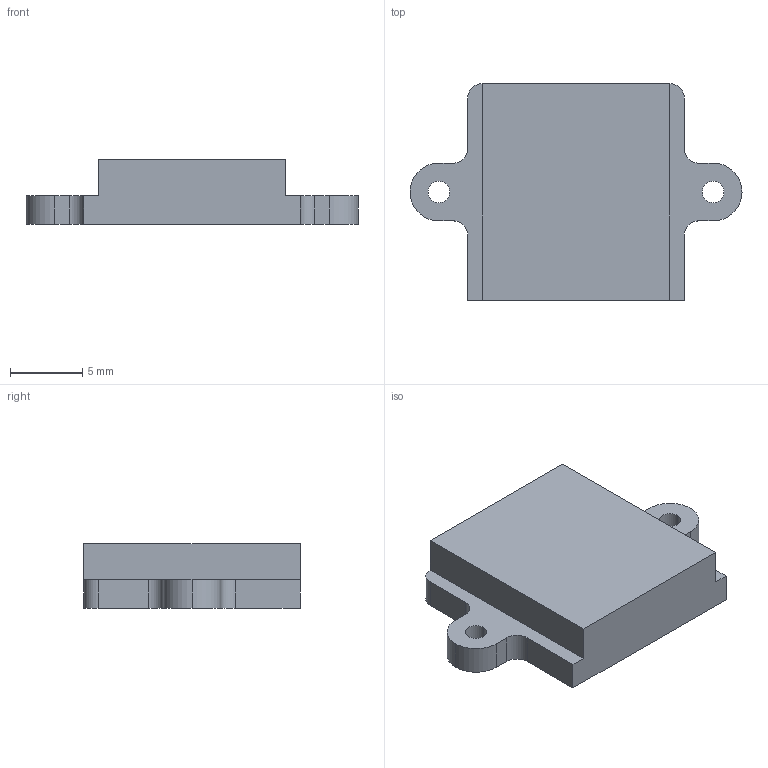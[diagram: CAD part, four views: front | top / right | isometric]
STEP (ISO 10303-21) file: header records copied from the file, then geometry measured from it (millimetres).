
FILE_DESCRIPTION (( 'STEP AP203' ), '1' );
FILE_NAME ('20-A601-A_Default_sldprt.STEP', '2023-06-05T00:25:32', ( '' ), ( '' ), 'SwSTEP 2.0', 'SolidWorks 2022', '' );
FILE_SCHEMA (( 'CONFIG_CONTROL_DESIGN' ));
Length unit declared in the file: millimetre
Products named in the file (1): 20-A601-A_Default_sldprt
Bounding box: 23 x 15 x 4.5 mm (x, y, z)
Volume: 988.4 mm3; surface area: 799.8 mm2
Topology: 1 solids, 1 shells, 29 faces, 79 edges, 52 vertices
Faces by surface type: plane 16, cylinder 13
Entity records: 1008 total; most frequent: DIRECTION 165, CARTESIAN_POINT 161, ORIENTED_EDGE 158, EDGE_CURVE 79, AXIS2_PLACEMENT_3D 56, VECTOR 53, LINE 53, VERTEX_POINT 52
